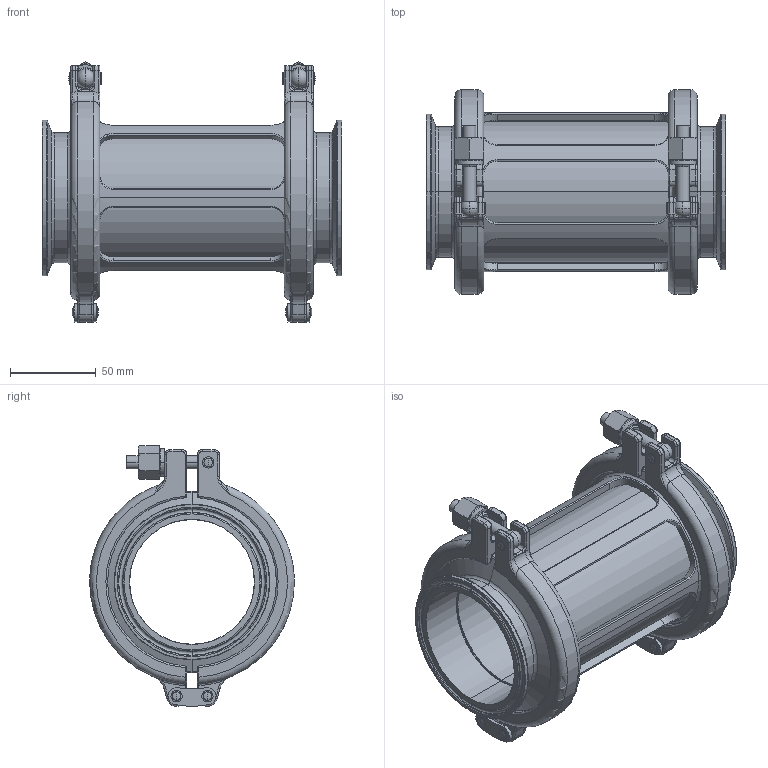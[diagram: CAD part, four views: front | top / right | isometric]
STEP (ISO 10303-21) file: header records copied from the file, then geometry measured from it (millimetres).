
FILE_DESCRIPTION (( 'STEP AP214' ), '1' );
FILE_NAME ('SG.SC.300 BLOCK.STEP', '2020-03-23T11:24:40', ( '' ), ( '' ), 'SwSTEP 2.0', 'SolidWorks 2019', '' );
FILE_SCHEMA (( 'AUTOMOTIVE_DESIGN' ));
Length unit declared in the file: millimetre
Products named in the file (8): C0318 - BODY CONCEPT_3.00; C0318 - VFI ORINGS_300S; SG.SC.300 BLOCK; C0318 - VFI ORINGS_300 OS; C0318 - VFI - GLASS_3.0; C0318 - FLANGE END test_3.00; C0318 - VFI ORINGS_300L; CL.SHX.0350 BLOCK
Assembly tree (12 placements, depth 2):
  SG.SC.300 BLOCK
    C0318 - VFI - GLASS_3.0
    C0318 - BODY CONCEPT_3.00
    C0318 - FLANGE END test_3.00  x2
    C0318 - VFI ORINGS_300S  x2
    C0318 - VFI ORINGS_300L  x2
    C0318 - VFI ORINGS_300 OS  x2
    CL.SHX.0350 BLOCK  x2
Bounding box: 175 x 119.61 x 152.44 mm (x, y, z)
Volume: 421261.3 mm3; surface area: 224580.9 mm2
Topology: 16 solids, 16 shells, 1154 faces, 2668 edges, 1482 vertices
Faces by surface type: cylinder 380, torus 290, plane 190, bspline 116, cone 94, sphere 84
Entity records: 30665 total; most frequent: CARTESIAN_POINT 15285, DIRECTION 3389, ORIENTED_EDGE 3034, EDGE_CURVE 1517, AXIS2_PLACEMENT_3D 1483, VERTEX_POINT 870, CIRCLE 858, EDGE_LOOP 733
